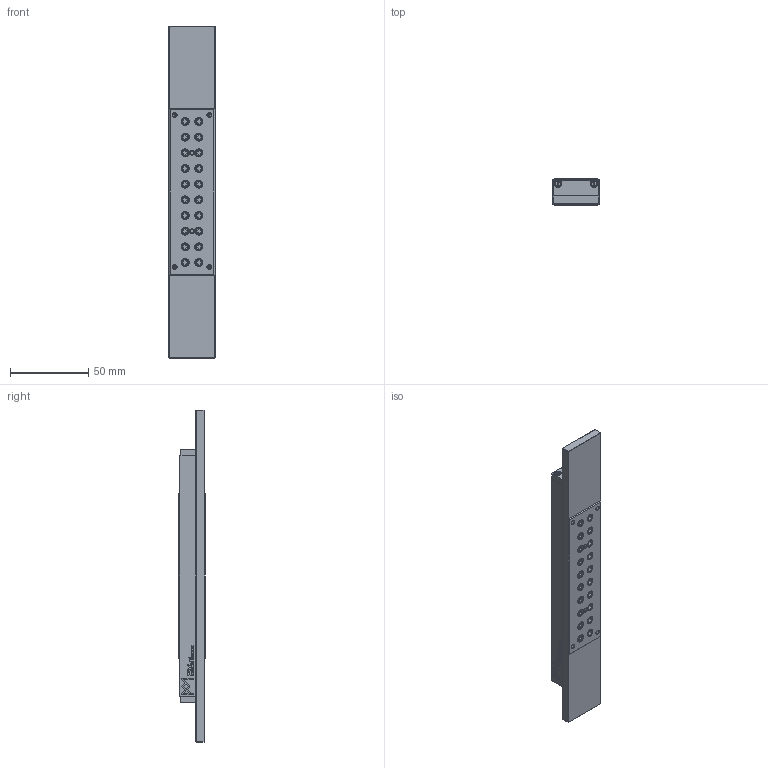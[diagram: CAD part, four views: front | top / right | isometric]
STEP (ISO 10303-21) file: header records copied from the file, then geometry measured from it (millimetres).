
FILE_DESCRIPTION(/* description */ (''),/* implementation_level */ '2;1');
FILE_NAME(/* name */ 'RTNG-15100.stp',/* time_stamp */ '2024-10-01T10:47:43+02:00',/* author */ (''),/* organization */ (''),/* preprocessor_version */ 'ST-DEVELOPER v16.7',/* originating_system */ 'SIEMENS PLM Software NX 12.0',/* authorisation */ '');
FILE_SCHEMA (('AUTOMOTIVE_DESIGN { 1 0 10303 214 3 1 1 1 }'));
Length unit declared in the file: millimetre
Products named in the file (1): RTNG-15100_stp
Bounding box: 29.6 x 17 x 212 mm (x, y, z)
Volume: 76504 mm3; surface area: 38486.8 mm2
Topology: 4 solids, 4 shells, 1573 faces, 3925 edges, 2532 vertices
Faces by surface type: plane 912, cylinder 233, bspline 180, cone 136, torus 112
Entity records: 52944 total; most frequent: CARTESIAN_POINT 11931, ORIENTED_EDGE 7850, DIRECTION 7171, EDGE_CURVE 3925, LINE 2555, VECTOR 2555, VERTEX_POINT 2532, AXIS2_PLACEMENT_3D 2308
